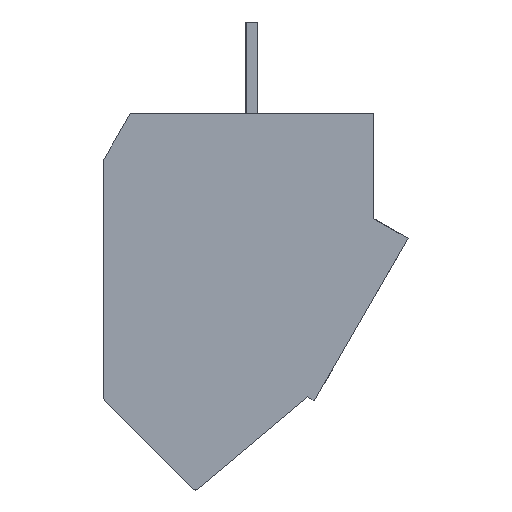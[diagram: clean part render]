
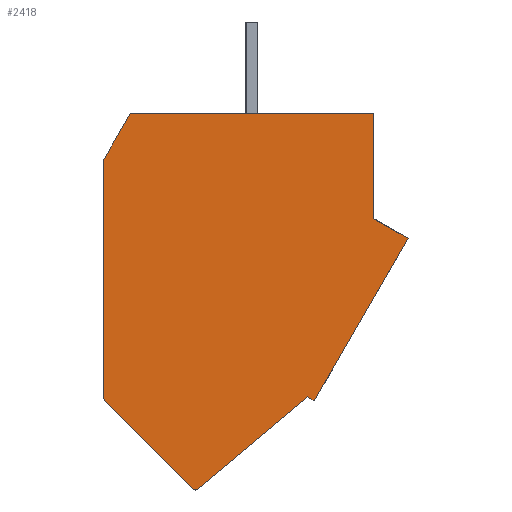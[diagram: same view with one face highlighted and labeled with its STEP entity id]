
A CAD part, front view. The second image highlights one B-rep face of the part: STEP entity #2418.
In plain terms, the highlighted planar face has unit normal (0, -1, 0).
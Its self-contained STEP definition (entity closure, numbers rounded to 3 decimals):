
#55=CARTESIAN_POINT('',(0.1,-2.5,-12.459));
#56=DIRECTION('',(0.,-1.,0.));
#57=DIRECTION('',(-1.,0.,0.));
#58=AXIS2_PLACEMENT_3D('',#55,#56,#57);
#60=DIRECTION('',(0.,0.,1.));
#61=VECTOR('',#60,10.459);
#62=CARTESIAN_POINT('',(0.,-2.5,-12.459));
#63=LINE('',#62,#61);
#64=DIRECTION('',(-0.5,0.,-0.866));
#65=VECTOR('',#64,2.309);
#66=CARTESIAN_POINT('',(1.155,-2.5,0.));
#67=LINE('',#66,#65);
#68=DIRECTION('',(1.,0.,0.));
#69=VECTOR('',#68,10.645);
#70=CARTESIAN_POINT('',(1.155,-2.5,0.));
#71=LINE('',#70,#69);
#72=DIRECTION('',(0.,0.,-1.));
#73=VECTOR('',#72,4.6);
#74=CARTESIAN_POINT('',(11.8,-2.5,0.));
#75=LINE('',#74,#73);
#76=DIRECTION('',(0.866,0.,-0.5));
#77=VECTOR('',#76,1.732);
#78=CARTESIAN_POINT('',(11.8,-2.5,-4.6));
#79=LINE('',#78,#77);
#80=DIRECTION('',(-0.5,0.,-0.866));
#81=VECTOR('',#80,8.2);
#82=CARTESIAN_POINT('',(13.3,-2.5,-5.466));
#83=LINE('',#82,#81);
#84=DIRECTION('',(-0.866,0.,0.5));
#85=VECTOR('',#84,0.351);
#86=CARTESIAN_POINT('',(9.2,-2.5,-12.567));
#87=LINE('',#86,#85);
#88=DIRECTION('',(-0.766,0.,-0.643));
#89=VECTOR('',#88,6.3);
#90=CARTESIAN_POINT('',(8.896,-2.5,-12.392));
#91=LINE('',#90,#89);
#92=CARTESIAN_POINT('',(4.006,-2.5,-16.364));
#93=DIRECTION('',(0.,-1.,0.));
#94=DIRECTION('',(-0.707,0.,-0.707));
#95=AXIS2_PLACEMENT_3D('',#92,#93,#94);
#97=DIRECTION('',(-0.707,0.,0.707));
#98=VECTOR('',#97,5.524);
#99=CARTESIAN_POINT('',(3.935,-2.5,-16.435));
#100=LINE('',#99,#98);
#1835=CARTESIAN_POINT('',(11.8,-2.5,0.));
#1836=CARTESIAN_POINT('',(11.8,-2.5,-4.6));
#1837=VERTEX_POINT('',#1835);
#1838=VERTEX_POINT('',#1836);
#1839=CARTESIAN_POINT('',(13.3,-2.5,-5.466));
#1840=VERTEX_POINT('',#1839);
#1841=CARTESIAN_POINT('',(9.2,-2.5,-12.567));
#1842=VERTEX_POINT('',#1841);
#1843=CARTESIAN_POINT('',(8.896,-2.5,-12.392));
#1844=VERTEX_POINT('',#1843);
#1869=CARTESIAN_POINT('',(1.155,-2.5,0.));
#1870=CARTESIAN_POINT('',(0.,-2.5,-2.));
#1871=VERTEX_POINT('',#1869);
#1872=VERTEX_POINT('',#1870);
#1987=CARTESIAN_POINT('',(0.,-2.5,-12.459));
#1988=CARTESIAN_POINT('',(0.029,-2.5,-12.529));
#1989=VERTEX_POINT('',#1987);
#1990=VERTEX_POINT('',#1988);
#1991=CARTESIAN_POINT('',(3.935,-2.5,-16.435));
#1992=CARTESIAN_POINT('',(4.07,-2.5,-16.441));
#1993=VERTEX_POINT('',#1991);
#1994=VERTEX_POINT('',#1992);
#2389=CARTESIAN_POINT('',(0.,-2.5,0.));
#2390=DIRECTION('',(0.,1.,0.));
#2391=DIRECTION('',(1.,0.,0.));
#2392=AXIS2_PLACEMENT_3D('',#2389,#2390,#2391);
#2393=PLANE('',#2392);
#2395=ORIENTED_EDGE('',*,*,#2394,.F.);
#2397=ORIENTED_EDGE('',*,*,#2396,.T.);
#2399=ORIENTED_EDGE('',*,*,#2398,.F.);
#2401=ORIENTED_EDGE('',*,*,#2400,.T.);
#2403=ORIENTED_EDGE('',*,*,#2402,.T.);
#2405=ORIENTED_EDGE('',*,*,#2404,.T.);
#2407=ORIENTED_EDGE('',*,*,#2406,.T.);
#2409=ORIENTED_EDGE('',*,*,#2408,.T.);
#2411=ORIENTED_EDGE('',*,*,#2410,.T.);
#2413=ORIENTED_EDGE('',*,*,#2412,.F.);
#2415=ORIENTED_EDGE('',*,*,#2414,.T.);
#2416=EDGE_LOOP('',(#2395,#2397,#2399,#2401,#2403,#2405,#2407,#2409,#2411,#2413,
#2415));
#2417=FACE_OUTER_BOUND('',#2416,.F.);
#2418=ADVANCED_FACE('',(#2417),#2393,.F.);
#59=CIRCLE('',#58,0.1);
#96=CIRCLE('',#95,0.1);
#2394=EDGE_CURVE('',#1989,#1990,#59,.T.);
#2396=EDGE_CURVE('',#1989,#1872,#63,.T.);
#2398=EDGE_CURVE('',#1871,#1872,#67,.T.);
#2400=EDGE_CURVE('',#1871,#1837,#71,.T.);
#2402=EDGE_CURVE('',#1837,#1838,#75,.T.);
#2404=EDGE_CURVE('',#1838,#1840,#79,.T.);
#2406=EDGE_CURVE('',#1840,#1842,#83,.T.);
#2408=EDGE_CURVE('',#1842,#1844,#87,.T.);
#2410=EDGE_CURVE('',#1844,#1994,#91,.T.);
#2412=EDGE_CURVE('',#1993,#1994,#96,.T.);
#2414=EDGE_CURVE('',#1993,#1990,#100,.T.);
